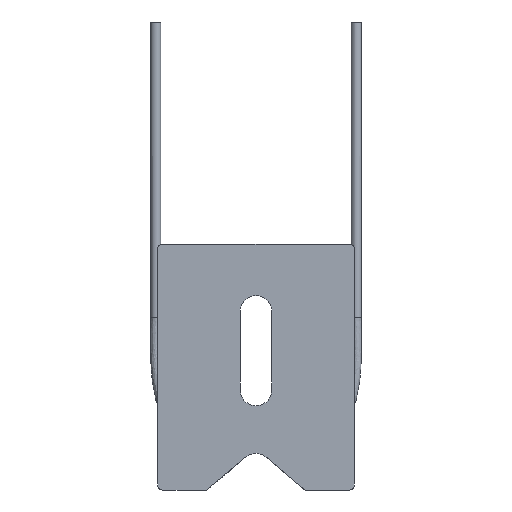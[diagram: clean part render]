
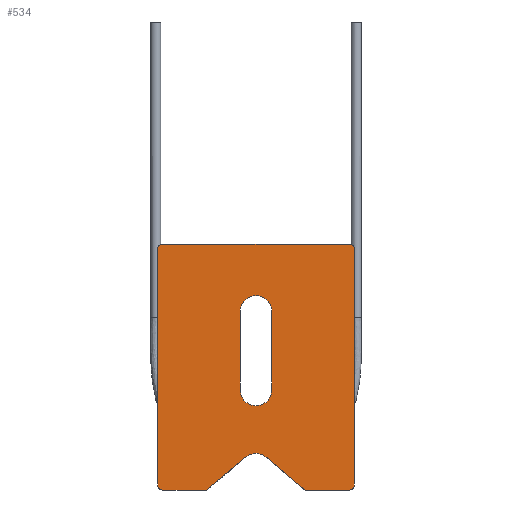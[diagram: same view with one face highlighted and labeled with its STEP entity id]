
A CAD part, front view. The second image highlights one B-rep face of the part: STEP entity #534.
In plain terms, the highlighted planar face has unit normal (0, -1, 0).
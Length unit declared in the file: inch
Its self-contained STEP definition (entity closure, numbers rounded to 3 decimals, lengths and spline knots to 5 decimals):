
#1=CARTESIAN_POINT('',(0.,0.,-0.092));
#2=DIRECTION('',(0.,1.,0.));
#3=DIRECTION('',(1.,0.,0.));
#4=AXIS2_PLACEMENT_3D('',#1,#2,#3);
#6=DIRECTION('',(0.,0.,-1.));
#7=VECTOR('',#6,0.315);
#8=CARTESIAN_POINT('',(0.063,0.,0.223));
#9=LINE('',#8,#7);
#10=CARTESIAN_POINT('',(0.,0.,0.223));
#11=DIRECTION('',(0.,1.,0.));
#12=DIRECTION('',(-1.,0.,0.));
#13=AXIS2_PLACEMENT_3D('',#10,#11,#12);
#15=DIRECTION('',(0.,0.,1.));
#16=VECTOR('',#15,0.315);
#17=CARTESIAN_POINT('',(-0.063,0.,-0.092));
#18=LINE('',#17,#16);
#19=CARTESIAN_POINT('',(0.3735,0.,0.472));
#20=DIRECTION('',(0.,-1.,0.));
#21=DIRECTION('',(1.,0.,0.));
#22=AXIS2_PLACEMENT_3D('',#19,#20,#21);
#24=DIRECTION('',(0.,0.,-1.));
#25=VECTOR('',#24,0.944);
#26=CARTESIAN_POINT('',(0.3935,0.,0.472));
#27=LINE('',#26,#25);
#28=CARTESIAN_POINT('',(0.3735,0.,-0.472));
#29=DIRECTION('',(0.,-1.,0.));
#30=DIRECTION('',(0.,0.,-1.));
#31=AXIS2_PLACEMENT_3D('',#28,#29,#30);
#33=DIRECTION('',(-1.,0.,0.));
#34=VECTOR('',#33,0.177);
#35=CARTESIAN_POINT('',(0.3735,0.,-0.492));
#36=LINE('',#35,#34);
#37=DIRECTION('',(0.764,0.,-0.645));
#38=VECTOR('',#37,0.20406);
#39=CARTESIAN_POINT('',(0.04052,0.,-0.36042));
#40=LINE('',#39,#38);
#41=DIRECTION('',(0.766,0.,0.643));
#42=VECTOR('',#41,0.20483);
#43=CARTESIAN_POINT('',(-0.1975,0.,-0.492));
#44=LINE('',#43,#42);
#45=DIRECTION('',(-1.,0.,0.));
#46=VECTOR('',#45,0.176);
#47=CARTESIAN_POINT('',(-0.1975,0.,-0.492));
#48=LINE('',#47,#46);
#49=CARTESIAN_POINT('',(-0.3735,0.,-0.472));
#50=DIRECTION('',(0.,-1.,0.));
#51=DIRECTION('',(-1.,0.,0.));
#52=AXIS2_PLACEMENT_3D('',#49,#50,#51);
#54=DIRECTION('',(0.,0.,1.));
#55=VECTOR('',#54,0.944);
#56=CARTESIAN_POINT('',(-0.3935,0.,-0.472));
#57=LINE('',#56,#55);
#58=CARTESIAN_POINT('',(-0.3735,0.,0.472));
#59=DIRECTION('',(0.,-1.,0.));
#60=DIRECTION('',(0.,0.,1.));
#61=AXIS2_PLACEMENT_3D('',#58,#59,#60);
#63=DIRECTION('',(1.,0.,0.));
#64=VECTOR('',#63,0.747);
#65=CARTESIAN_POINT('',(-0.3735,0.,0.492));
#66=LINE('',#65,#64);
#242=CARTESIAN_POINT('',(-0.0001,0.,-0.40858));
#243=DIRECTION('',(0.,1.,0.));
#244=DIRECTION('',(-0.643,0.,0.766));
#245=AXIS2_PLACEMENT_3D('',#242,#243,#244);
#392=CARTESIAN_POINT('',(-0.1975,0.,-0.492));
#394=VERTEX_POINT('',#392);
#395=CARTESIAN_POINT('',(0.1965,0.,-0.492));
#397=VERTEX_POINT('',#395);
#429=CARTESIAN_POINT('',(0.063,0.,-0.092));
#430=CARTESIAN_POINT('',(-0.063,0.,-0.092));
#431=VERTEX_POINT('',#429);
#432=VERTEX_POINT('',#430);
#433=CARTESIAN_POINT('',(-0.063,0.,0.223));
#434=VERTEX_POINT('',#433);
#435=CARTESIAN_POINT('',(0.063,0.,0.223));
#436=VERTEX_POINT('',#435);
#446=CARTESIAN_POINT('',(0.04052,0.,-0.36042));
#448=VERTEX_POINT('',#446);
#450=CARTESIAN_POINT('',(-0.0406,0.,-0.36032));
#452=VERTEX_POINT('',#450);
#453=CARTESIAN_POINT('',(0.3935,0.,0.472));
#454=CARTESIAN_POINT('',(0.3735,0.,0.492));
#455=VERTEX_POINT('',#453);
#456=VERTEX_POINT('',#454);
#461=CARTESIAN_POINT('',(-0.3735,0.,0.492));
#462=CARTESIAN_POINT('',(-0.3935,0.,0.472));
#463=VERTEX_POINT('',#461);
#464=VERTEX_POINT('',#462);
#469=CARTESIAN_POINT('',(0.3935,0.,-0.472));
#470=VERTEX_POINT('',#469);
#471=CARTESIAN_POINT('',(-0.3935,0.,-0.472));
#472=VERTEX_POINT('',#471);
#477=CARTESIAN_POINT('',(0.3735,0.,-0.492));
#478=VERTEX_POINT('',#477);
#479=CARTESIAN_POINT('',(-0.3735,0.,-0.492));
#480=VERTEX_POINT('',#479);
#493=CARTESIAN_POINT('',(0.,0.,0.));
#494=DIRECTION('',(0.,1.,0.));
#495=DIRECTION('',(1.,0.,0.));
#496=AXIS2_PLACEMENT_3D('',#493,#494,#495);
#497=PLANE('',#496);
#499=ORIENTED_EDGE('',*,*,#498,.F.);
#501=ORIENTED_EDGE('',*,*,#500,.T.);
#503=ORIENTED_EDGE('',*,*,#502,.F.);
#505=ORIENTED_EDGE('',*,*,#504,.T.);
#507=ORIENTED_EDGE('',*,*,#506,.F.);
#509=ORIENTED_EDGE('',*,*,#508,.F.);
#511=ORIENTED_EDGE('',*,*,#510,.F.);
#513=ORIENTED_EDGE('',*,*,#512,.T.);
#515=ORIENTED_EDGE('',*,*,#514,.F.);
#517=ORIENTED_EDGE('',*,*,#516,.T.);
#519=ORIENTED_EDGE('',*,*,#518,.F.);
#521=ORIENTED_EDGE('',*,*,#520,.T.);
#522=EDGE_LOOP('',(#499,#501,#503,#505,#507,#509,#511,#513,#515,#517,#519,
#521));
#523=FACE_OUTER_BOUND('',#522,.F.);
#525=ORIENTED_EDGE('',*,*,#524,.F.);
#527=ORIENTED_EDGE('',*,*,#526,.F.);
#529=ORIENTED_EDGE('',*,*,#528,.F.);
#531=ORIENTED_EDGE('',*,*,#530,.F.);
#532=EDGE_LOOP('',(#525,#527,#529,#531));
#533=FACE_BOUND('',#532,.F.);
#534=ADVANCED_FACE('',(#523,#533),#497,.F.);
#5=CIRCLE('',#4,0.063);
#14=CIRCLE('',#13,0.063);
#23=CIRCLE('',#22,0.02);
#32=CIRCLE('',#31,0.02);
#53=CIRCLE('',#52,0.02);
#62=CIRCLE('',#61,0.02);
#246=CIRCLE('',#245,0.063);
#498=EDGE_CURVE('',#455,#456,#23,.T.);
#500=EDGE_CURVE('',#455,#470,#27,.T.);
#502=EDGE_CURVE('',#478,#470,#32,.T.);
#504=EDGE_CURVE('',#478,#397,#36,.T.);
#506=EDGE_CURVE('',#448,#397,#40,.T.);
#508=EDGE_CURVE('',#452,#448,#246,.T.);
#510=EDGE_CURVE('',#394,#452,#44,.T.);
#512=EDGE_CURVE('',#394,#480,#48,.T.);
#514=EDGE_CURVE('',#472,#480,#53,.T.);
#516=EDGE_CURVE('',#472,#464,#57,.T.);
#518=EDGE_CURVE('',#463,#464,#62,.T.);
#520=EDGE_CURVE('',#463,#456,#66,.T.);
#524=EDGE_CURVE('',#431,#432,#5,.T.);
#526=EDGE_CURVE('',#436,#431,#9,.T.);
#528=EDGE_CURVE('',#434,#436,#14,.T.);
#530=EDGE_CURVE('',#432,#434,#18,.T.);
